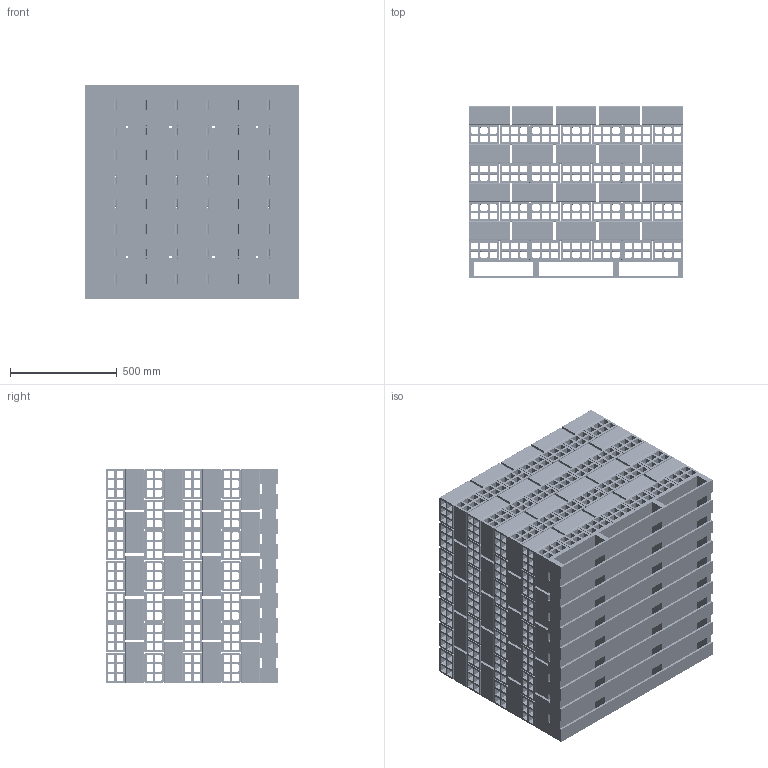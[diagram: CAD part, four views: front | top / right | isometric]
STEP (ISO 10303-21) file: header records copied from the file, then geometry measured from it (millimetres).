
FILE_DESCRIPTION((''),'2;1');
FILE_NAME('Palete Tijolo 6 Furos.stp','2013-04-02T11:07:47',('Eder Zeique'),(''),'Autodesk Inventor 2013','Autodesk Inventor 2013','');
FILE_SCHEMA(('AUTOMOTIVE_DESIGN { 1 0 10303 214 1 1 1 1 }'));
Length unit declared in the file: millimetre
Products named in the file (5): Palete Tijolo 6 Furos; Palete Madeira; Sarrafo; Travessa; Tijolo 6 Furos
Assembly tree (303 placements, depth 3):
  Palete Tijolo 6 Furos
    Palete Madeira
      Sarrafo  x4
      Travessa  x18
    Tijolo 6 Furos  x280
Bounding box: 1000.1 x 805 x 1000.1 mm (x, y, z)
Volume: 370174332.7 mm3; surface area: 70685032.1 mm2
Topology: 302 solids, 302 shells, 16372 faces, 47304 edges, 31536 vertices
Faces by surface type: plane 8532, cylinder 7840
Entity records: 4786 total; most frequent: DIRECTION 1004, CARTESIAN_POINT 698, AXIS2_PLACEMENT_3D 434, ORIENTED_EDGE 384, PRODUCT_DEFINITION_SHAPE 308, NEXT_ASSEMBLY_USAGE_OCCURRENCE 303, ITEM_DEFINED_TRANSFORMATION 303, CONTEXT_DEPENDENT_SHAPE_REPRESENTATION 303
